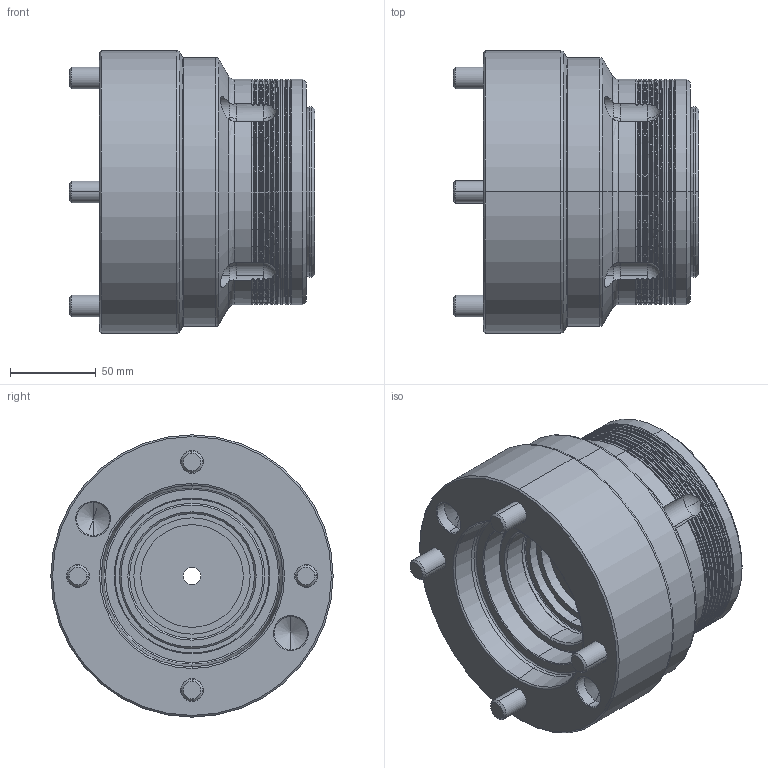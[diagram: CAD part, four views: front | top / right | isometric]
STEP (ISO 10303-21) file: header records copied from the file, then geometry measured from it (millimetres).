
FILE_DESCRIPTION (( 'STEP AP203' ), '1' );
FILE_NAME ('CF-CBD-H65A6.STEP', '2021-04-21T01:41:58', ( '' ), ( '' ), 'SwSTEP 2.0', 'SolidWorks 2016', '' );
FILE_SCHEMA (( 'CONFIG_CONTROL_DESIGN' ));
Length unit declared in the file: millimetre
Products named in the file (9): CF-RG-65R; CF-CBD-H65A6; CF-CKCC730800101; CF-CBD-6517-01030; CF-CBD-6517-02010; CF-CBD-6517-03020; CF-CBD-6517-05010; 圓頭內六角螺栓_M8x35; 圓頭內六角螺栓(英制)_1_2"-13UNC x1-3_4"
Assembly tree (14 placements, depth 2):
  CF-CBD-H65A6
    CF-CKCC730800101
    CF-CBD-6517-01030
    CF-CBD-6517-02010
    CF-CBD-6517-03020
    CF-CBD-6517-05010
    圓頭內六角螺栓_M8x35  x4
    圓頭內六角螺栓(英制)_1_2"-13UNC x1-3_4"  x4
    CF-RG-65R
Bounding box: 143.65 x 165 x 165 mm (x, y, z)
Volume: 1692946 mm3; surface area: 364079.9 mm2
Topology: 14 solids, 14 shells, 685 faces, 1629 edges, 984 vertices
Faces by surface type: cylinder 216, cone 208, plane 166, torus 79, sphere 16
Entity records: 17443 total; most frequent: CARTESIAN_POINT 3815, DIRECTION 2806, ORIENTED_EDGE 2522, EDGE_CURVE 1261, AXIS2_PLACEMENT_3D 1217, VERTEX_POINT 786, CIRCLE 665, EDGE_LOOP 607
